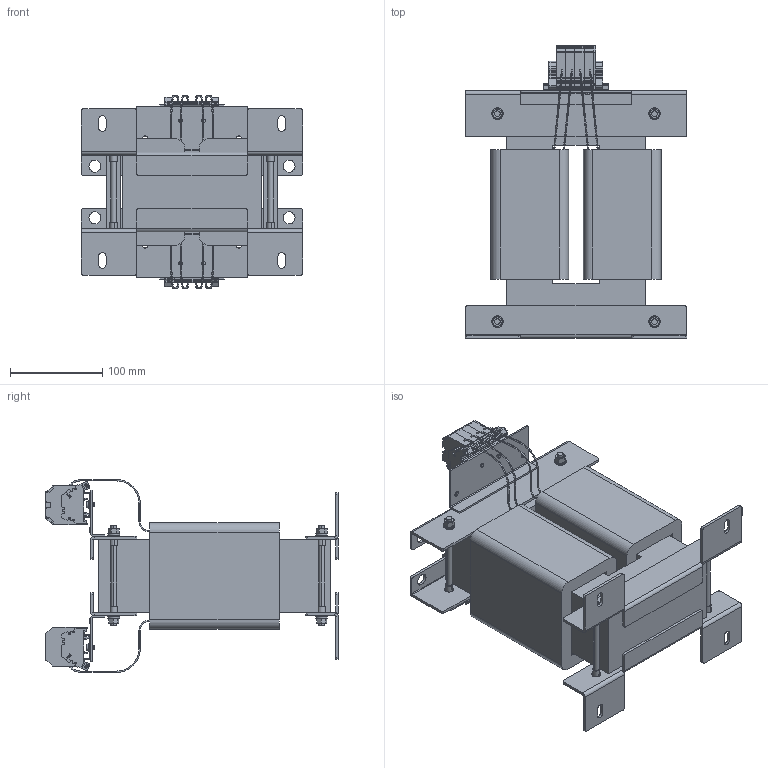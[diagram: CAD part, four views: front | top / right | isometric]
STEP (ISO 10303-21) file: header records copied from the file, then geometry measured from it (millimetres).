
FILE_DESCRIPTION (( 'STEP AP214' ), '1' );
FILE_NAME ('9414 STEP.STEP', '2025-04-12T04:26:22', ( '' ), ( '' ), 'SwSTEP 2.0', 'SolidWorks 2022', '' );
FILE_SCHEMA (( 'AUTOMOTIVE_DESIGN' ));
Length unit declared in the file: millimetre
Products named in the file (1): 9414 STEP
Bounding box: 240 x 316.67 x 208.72 mm (x, y, z)
Volume: 4317332.1 mm3; surface area: 714081.7 mm2
Topology: 73 solids, 73 shells, 3247 faces, 8742 edges, 5716 vertices
Faces by surface type: plane 1653, cylinder 1344, cone 136, torus 80, bspline 34
Entity records: 141415 total; most frequent: CARTESIAN_POINT 21084, DIRECTION 17866, ORIENTED_EDGE 17484, EDGE_CURVE 8742, AXIS2_PLACEMENT_3D 6222, VERTEX_POINT 5716, VECTOR 5422, LINE 5422
